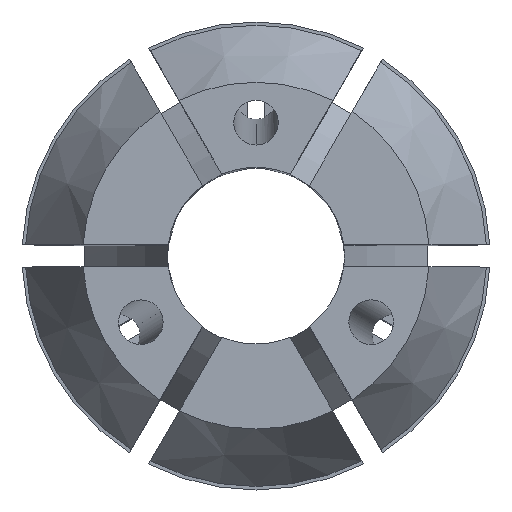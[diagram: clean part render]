
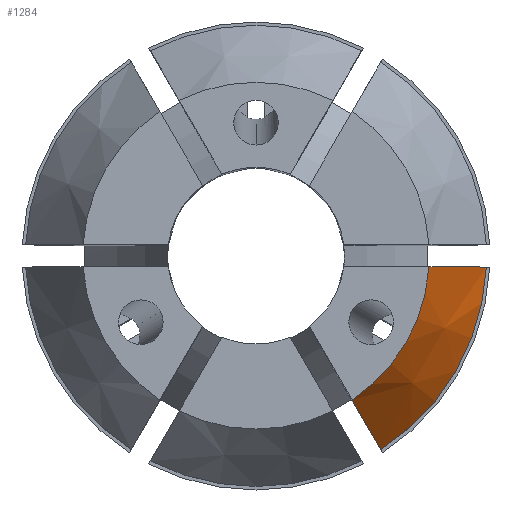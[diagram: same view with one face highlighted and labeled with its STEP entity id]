
A CAD part, top view. The second image highlights one B-rep face of the part: STEP entity #1284.
In plain terms, the highlighted conical face has half-angle 30 degrees and reference radius 10.35 mm.
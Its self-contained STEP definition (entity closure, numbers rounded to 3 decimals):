
#34 = AXIS2_PLACEMENT_3D ( 'NONE', #318, #2765, #3307 ) ;
#108 = FACE_OUTER_BOUND ( 'NONE', #1215, .T. ) ;
#318 = CARTESIAN_POINT ( 'NONE',  ( 0., 0., 27.046 ) ) ;
#379 = AXIS2_PLACEMENT_3D ( 'NONE', #2516, #1700, #3489 ) ;
#534 = VERTEX_POINT ( 'NONE', #3352 ) ;
#620 = DIRECTION ( 'NONE',  ( 0., 0., -1. ) ) ;
#651 = CIRCLE ( 'NONE', #34, 10.35 ) ;
#653 = DIRECTION ( 'NONE',  ( -1., 0., 0. ) ) ;
#747 = VERTEX_POINT ( 'NONE', #1322 ) ;
#753 = ORIENTED_EDGE ( 'NONE', *, *, #3217, .T. ) ;
#988 = CARTESIAN_POINT ( 'NONE',  ( 10.338, -0.5, 27.046 ) ) ;
#1038 = VERTEX_POINT ( 'NONE', #988 ) ;
#1109 = ORIENTED_EDGE ( 'NONE', *, *, #2283, .F. ) ;
#1215 = EDGE_LOOP ( 'NONE', ( #3031, #753, #1109, #2547 ) ) ;
#1279 = CARTESIAN_POINT ( 'NONE',  ( 0., 0., 31.5 ) ) ;
#1284 = ADVANCED_FACE ( 'NONE', ( #108 ), #1406, .T. ) ;
#1312 = CARTESIAN_POINT ( 'NONE',  ( 5.602, -8.703, 27.046 ) ) ;
#1322 = CARTESIAN_POINT ( 'NONE',  ( 5.602, -8.703, 27.046 ) ) ;
#1382 = B_SPLINE_CURVE_WITH_KNOTS ( 'NONE', 3,
 ( #2000, #3779, #1989, #1968 ),
 .UNSPECIFIED., .F., .F.,
 ( 4, 4 ),
 ( 0.015, 0.02 ),
 .UNSPECIFIED. ) ;
#1406 = CONICAL_SURFACE ( 'NONE', #379, 10.35, 0.524 ) ;
#1700 = DIRECTION ( 'NONE',  ( 0., 0., -1. ) ) ;
#1968 = CARTESIAN_POINT ( 'NONE',  ( 7.762, -0.5, 31.5 ) ) ;
#1989 = CARTESIAN_POINT ( 'NONE',  ( 8.621, -0.5, 30.016 ) ) ;
#2000 = CARTESIAN_POINT ( 'NONE',  ( 10.338, -0.5, 27.046 ) ) ;
#2088 = VERTEX_POINT ( 'NONE', #3232 ) ;
#2240 = CIRCLE ( 'NONE', #2430, 7.778 ) ;
#2283 = EDGE_CURVE ( 'NONE', #1038, #747, #651, .T. ) ;
#2430 = AXIS2_PLACEMENT_3D ( 'NONE', #1279, #620, #653 ) ;
#2514 = CARTESIAN_POINT ( 'NONE',  ( 4.744, -7.216, 30.016 ) ) ;
#2516 = CARTESIAN_POINT ( 'NONE',  ( 0., 0., 27.046 ) ) ;
#2547 = ORIENTED_EDGE ( 'NONE', *, *, #2978, .T. ) ;
#2765 = DIRECTION ( 'NONE',  ( 0., 0., -1. ) ) ;
#2978 = EDGE_CURVE ( 'NONE', #1038, #2088, #1382, .T. ) ;
#3031 = ORIENTED_EDGE ( 'NONE', *, *, #3654, .T. ) ;
#3123 = CARTESIAN_POINT ( 'NONE',  ( 4.314, -6.472, 31.5 ) ) ;
#3217 = EDGE_CURVE ( 'NONE', #534, #747, #3731, .T. ) ;
#3232 = CARTESIAN_POINT ( 'NONE',  ( 7.762, -0.5, 31.5 ) ) ;
#3307 = DIRECTION ( 'NONE',  ( -1., 0., 0. ) ) ;
#3352 = CARTESIAN_POINT ( 'NONE',  ( 4.314, -6.472, 31.5 ) ) ;
#3489 = DIRECTION ( 'NONE',  ( -1., 0., 0. ) ) ;
#3654 = EDGE_CURVE ( 'NONE', #2088, #534, #2240, .T. ) ;
#3722 = CARTESIAN_POINT ( 'NONE',  ( 5.173, -7.96, 28.531 ) ) ;
#3731 = B_SPLINE_CURVE_WITH_KNOTS ( 'NONE', 3,
 ( #3123, #2514, #3722, #1312 ),
 .UNSPECIFIED., .F., .F.,
 ( 4, 4 ),
 ( 0., 0.005 ),
 .UNSPECIFIED. ) ;
#3779 = CARTESIAN_POINT ( 'NONE',  ( 9.48, -0.5, 28.531 ) ) ;
